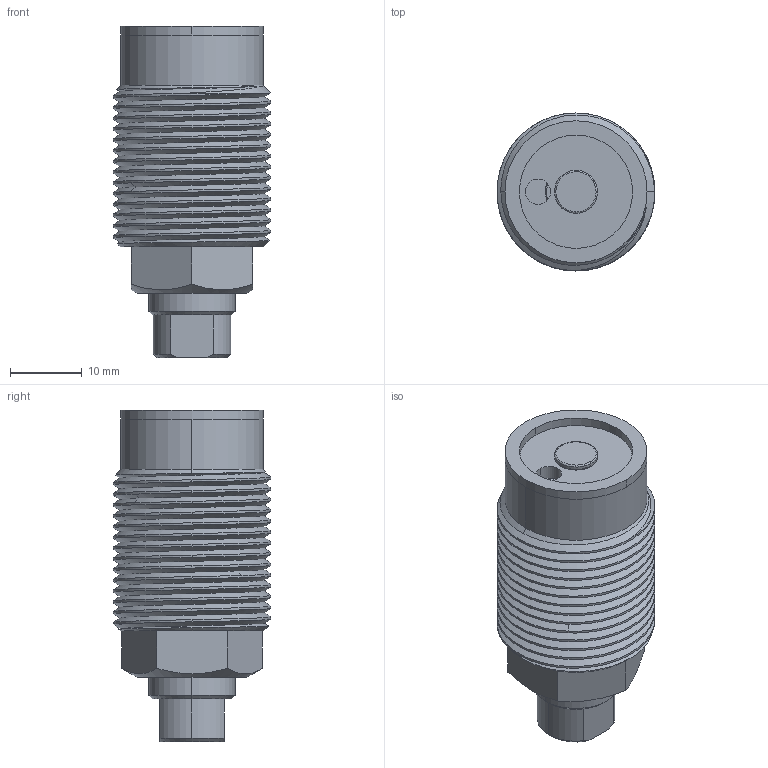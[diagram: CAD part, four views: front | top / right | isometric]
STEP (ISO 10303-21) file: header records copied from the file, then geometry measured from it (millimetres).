
FILE_DESCRIPTION (( 'STEP AP203' ), '1' );
FILE_NAME ('ctc-12b_asm.STEP', '2018-08-13T00:49:12', ( '' ), ( '' ), 'SwSTEP 2.0', 'SolidWorks 2015', '' );
FILE_SCHEMA (( 'CONFIG_CONTROL_DESIGN' ));
Length unit declared in the file: millimetre
Products named in the file (6): CTC-12AMD; CTC-12AHG; CTC-12ABT; CTC-12ADP; CTC-12BHSG; ctc-12b_asm
Assembly tree (5 placements, depth 2):
  ctc-12b_asm
    CTC-12ABT
    CTC-12BHSG
    CTC-12AHG
    CTC-12AMD
    CTC-12ADP
Bounding box: 22 x 22 x 46.25 mm (x, y, z)
Volume: 10500.2 mm3; surface area: 9925 mm2
Topology: 5 solids, 5 shells, 163 faces, 507 edges, 362 vertices
Faces by surface type: cylinder 95, plane 30, bspline 22, cone 16
Entity records: 14274 total; most frequent: CARTESIAN_POINT 9599, ORIENTED_EDGE 1008, DIRECTION 617, EDGE_CURVE 504, VERTEX_POINT 362, B_SPLINE_CURVE_WITH_KNOTS 275, AXIS2_PLACEMENT_3D 243, EDGE_LOOP 182
